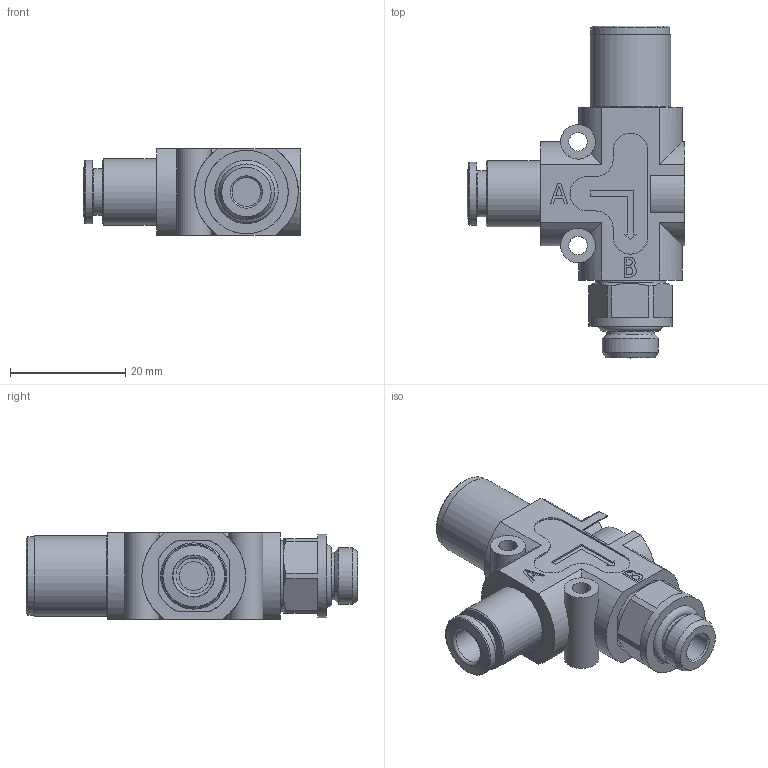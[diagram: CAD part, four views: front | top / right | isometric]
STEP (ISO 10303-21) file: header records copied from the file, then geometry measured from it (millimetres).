
FILE_DESCRIPTION( ( 'STEP AP214' ), '1' );
FILE_NAME( '551.231.D6.M1.XX_(1_D6_M1).stp', '2021-10-04T18:43:13', ( 'License CC BY-ND 4.0' ), ( 'CADENAS' ), ' ', 'PARTsolutions', ' ' );
FILE_SCHEMA( ( 'AUTOMOTIVE_DESIGN { 1 0 10303 214 1 1 1 1 }' ) );
Length unit declared in the file: millimetre
Products named in the file (5): 551.231.D6.M1.XX_(1_D6_M1); _techofun_body_3; _551KM1; _551KD6; _blocking valve
Assembly tree (4 placements, depth 2):
  551.231.D6.M1.XX_(1_D6_M1)
    _techofun_body_3
    _551KM1
    _551KD6
    _blocking valve
Bounding box: 37.7 x 57.6 x 15 mm (x, y, z)
Volume: 12774.5 mm3; surface area: 8434.2 mm2
Topology: 4 solids, 4 shells, 280 faces, 679 edges, 438 vertices
Faces by surface type: plane 188, cylinder 74, cone 11, torus 6, sphere 1
Full cylindrical faces by diameter (mm): 3.2 x2, 4 x2, 4.134 x1, 5 x2, 6 x2, 6.2 x1, 8 x1, 8.3 x1, 9.728 x1, 10 x2, 11 x1, 11.5 x1, 12.3 x6, 13.7 x1, 14 x1, 14.5 x1
Entity records: 10514 total; most frequent: CARTESIAN_POINT 1669, DIRECTION 1372, ORIENTED_EDGE 1260, EDGE_CURVE 630, AXIS2_PLACEMENT_3D 473, VERTEX_POINT 436, LINE 426, VECTOR 426
